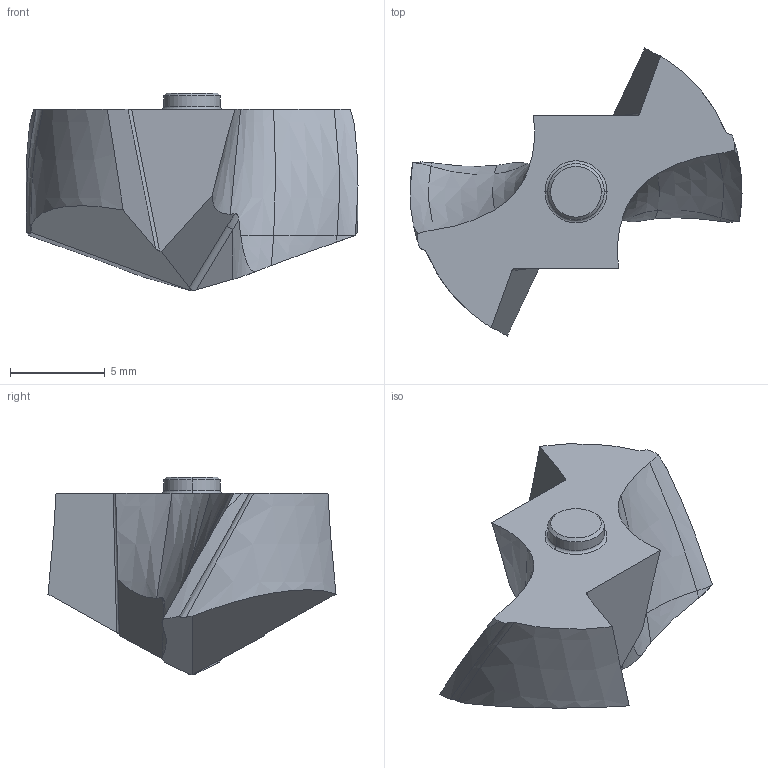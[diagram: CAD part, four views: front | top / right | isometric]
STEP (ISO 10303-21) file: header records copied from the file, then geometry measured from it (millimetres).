
FILE_DESCRIPTION((''),'2;1');
FILE_NAME('STAWN1750T','2021-03-15T09:32:30',('tlyh01'),('PTC Japan'),'CREO PARAMETRIC BY PTC INC, 2018500','CREO PARAMETRIC BY PTC INC, 2018500','');
FILE_SCHEMA(('AUTOMOTIVE_DESIGN { 1 0 10303 214 1 1 1 1 }'));
Length unit declared in the file: millimetre
Products named in the file (1): STAWN1750T
Bounding box: 17.5 x 15.18 x 10.43 mm (x, y, z)
Volume: 717.3 mm3; surface area: 582.8 mm2
Topology: 1 solids, 1 shells, 54 faces, 163 edges, 112 vertices
Faces by surface type: bspline 20, plane 20, cylinder 10, torus 2, cone 2
Entity records: 3482 total; most frequent: CARTESIAN_POINT 1747, ORIENTED_EDGE 276, PRESENTATION_STYLE_ASSIGNMENT 167, STYLED_ITEM 167, CURVE_STYLE 166, DIRECTION 146, EDGE_CURVE 138, B_SPLINE_CURVE_WITH_KNOTS 107
